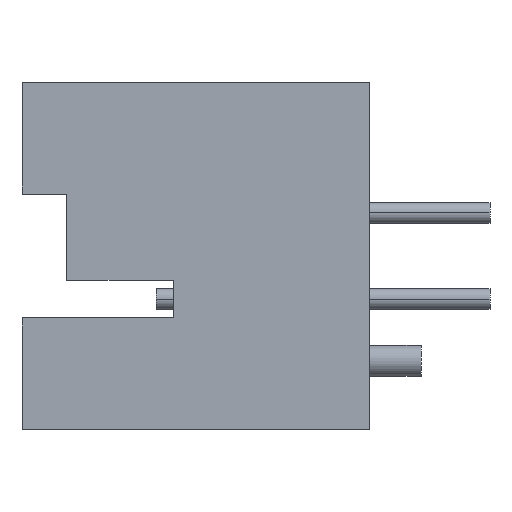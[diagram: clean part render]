
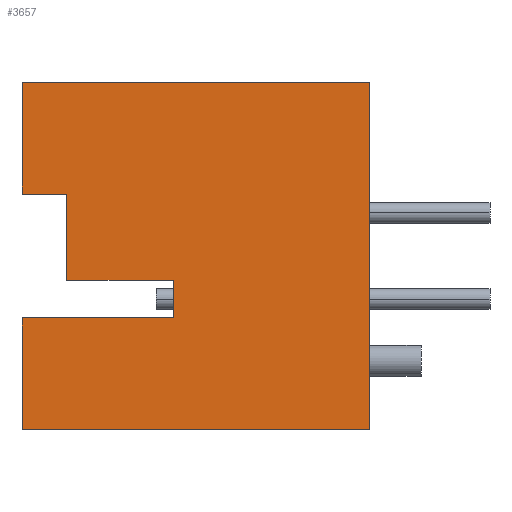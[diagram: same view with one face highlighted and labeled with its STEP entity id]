
A CAD part, left-side view. The second image highlights one B-rep face of the part: STEP entity #3657.
In plain terms, the highlighted planar face has unit normal (-1, 0, 0).
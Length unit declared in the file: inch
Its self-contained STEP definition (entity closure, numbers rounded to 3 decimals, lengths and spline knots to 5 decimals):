
#36 = PLANE ( 'NONE',  #3392 ) ;
#76 = CARTESIAN_POINT ( 'NONE',  ( -0.29528, 0.34646, -0.02756 ) ) ;
#77 = ORIENTED_EDGE ( 'NONE', *, *, #941, .F. ) ;
#103 = DIRECTION ( 'NONE',  ( 0., -1., 0. ) ) ;
#130 = CARTESIAN_POINT ( 'NONE',  ( -0.29528, 0., 0.19882 ) ) ;
#151 = ORIENTED_EDGE ( 'NONE', *, *, #2307, .T. ) ;
#172 = EDGE_CURVE ( 'NONE', #1352, #4445, #389, .T. ) ;
#227 = VECTOR ( 'NONE', #814, 39.37008 ) ;
#246 = ORIENTED_EDGE ( 'NONE', *, *, #1726, .T. ) ;
#389 = LINE ( 'NONE', #2566, #2292 ) ;
#438 = CARTESIAN_POINT ( 'NONE',  ( -0.29528, 0.39764, -0.19882 ) ) ;
#564 = CARTESIAN_POINT ( 'NONE',  ( -0.29528, 0.34646, 0.07087 ) ) ;
#572 = CARTESIAN_POINT ( 'NONE',  ( -0.29528, 0.39764, 0.07087 ) ) ;
#630 = VERTEX_POINT ( 'NONE', #572 ) ;
#686 = DIRECTION ( 'NONE',  ( 0., 0., 1. ) ) ;
#710 = LINE ( 'NONE', #564, #4083 ) ;
#721 = VERTEX_POINT ( 'NONE', #4432 ) ;
#814 = DIRECTION ( 'NONE',  ( 0., 0., 1. ) ) ;
#817 = VECTOR ( 'NONE', #1675, 39.37008 ) ;
#833 = VECTOR ( 'NONE', #1062, 39.37008 ) ;
#853 = EDGE_CURVE ( 'NONE', #2154, #4445, #1368, .T. ) ;
#879 = VECTOR ( 'NONE', #103, 39.37008 ) ;
#915 = LINE ( 'NONE', #4105, #3252 ) ;
#941 = EDGE_CURVE ( 'NONE', #721, #3497, #4459, .T. ) ;
#953 = DIRECTION ( 'NONE',  ( 0., -1., 0. ) ) ;
#1026 = CARTESIAN_POINT ( 'NONE',  ( -0.29528, 0.39764, -0.19882 ) ) ;
#1062 = DIRECTION ( 'NONE',  ( 0., 0., 1. ) ) ;
#1104 = CARTESIAN_POINT ( 'NONE',  ( -0.29528, 0., -0.19882 ) ) ;
#1153 = CARTESIAN_POINT ( 'NONE',  ( -0.29528, 0., -0.19882 ) ) ;
#1202 = EDGE_CURVE ( 'NONE', #3497, #4236, #1912, .T. ) ;
#1352 = VERTEX_POINT ( 'NONE', #4821 ) ;
#1368 = LINE ( 'NONE', #1104, #833 ) ;
#1432 = ORIENTED_EDGE ( 'NONE', *, *, #4511, .F. ) ;
#1481 = VERTEX_POINT ( 'NONE', #1861 ) ;
#1625 = ORIENTED_EDGE ( 'NONE', *, *, #172, .F. ) ;
#1661 = EDGE_CURVE ( 'NONE', #3487, #2361, #3087, .T. ) ;
#1675 = DIRECTION ( 'NONE',  ( 0., 0., 1. ) ) ;
#1726 = EDGE_CURVE ( 'NONE', #630, #2361, #710, .T. ) ;
#1855 = DIRECTION ( 'NONE',  ( 0., -1., 0. ) ) ;
#1861 = CARTESIAN_POINT ( 'NONE',  ( -0.29528, 0.22441, -0.02756 ) ) ;
#1868 = VECTOR ( 'NONE', #2705, 39.37008 ) ;
#1912 = LINE ( 'NONE', #3879, #879 ) ;
#1987 = VECTOR ( 'NONE', #2551, 39.37008 ) ;
#2154 = VERTEX_POINT ( 'NONE', #2770 ) ;
#2273 = ORIENTED_EDGE ( 'NONE', *, *, #2979, .F. ) ;
#2292 = VECTOR ( 'NONE', #1855, 39.37008 ) ;
#2307 = EDGE_CURVE ( 'NONE', #1481, #4236, #915, .T. ) ;
#2340 = ORIENTED_EDGE ( 'NONE', *, *, #4188, .F. ) ;
#2360 = CARTESIAN_POINT ( 'NONE',  ( -0.29528, 0.39764, -0.07087 ) ) ;
#2361 = VERTEX_POINT ( 'NONE', #4873 ) ;
#2395 = VECTOR ( 'NONE', #686, 39.37008 ) ;
#2522 = EDGE_LOOP ( 'NONE', ( #246, #4484, #2340, #151, #4710, #77, #1432, #3269, #1625, #2273 ) ) ;
#2551 = DIRECTION ( 'NONE',  ( 0., 1., 0. ) ) ;
#2566 = CARTESIAN_POINT ( 'NONE',  ( -0.29528, 0.39764, 0.19882 ) ) ;
#2705 = DIRECTION ( 'NONE',  ( 0., 1., 0. ) ) ;
#2768 = LINE ( 'NONE', #3381, #1868 ) ;
#2770 = CARTESIAN_POINT ( 'NONE',  ( -0.29528, 0., -0.19882 ) ) ;
#2979 = EDGE_CURVE ( 'NONE', #630, #1352, #4837, .T. ) ;
#3026 = DIRECTION ( 'NONE',  ( 0., 0., -1. ) ) ;
#3087 = LINE ( 'NONE', #4764, #817 ) ;
#3252 = VECTOR ( 'NONE', #3026, 39.37008 ) ;
#3269 = ORIENTED_EDGE ( 'NONE', *, *, #853, .T. ) ;
#3381 = CARTESIAN_POINT ( 'NONE',  ( -0.29528, 0., -0.02756 ) ) ;
#3392 = AXIS2_PLACEMENT_3D ( 'NONE', #1153, #3800, #4581 ) ;
#3429 = FACE_OUTER_BOUND ( 'NONE', #2522, .T. ) ;
#3487 = VERTEX_POINT ( 'NONE', #76 ) ;
#3497 = VERTEX_POINT ( 'NONE', #2360 ) ;
#3657 = ADVANCED_FACE ( 'NONE', ( #3429 ), #36, .F. ) ;
#3800 = DIRECTION ( 'NONE',  ( 1., 0., 0. ) ) ;
#3879 = CARTESIAN_POINT ( 'NONE',  ( -0.29528, 0., -0.07087 ) ) ;
#4083 = VECTOR ( 'NONE', #953, 39.37008 ) ;
#4105 = CARTESIAN_POINT ( 'NONE',  ( -0.29528, 0.22441, -0.07087 ) ) ;
#4139 = CARTESIAN_POINT ( 'NONE',  ( -0.29528, 0.22441, -0.07087 ) ) ;
#4172 = LINE ( 'NONE', #4686, #1987 ) ;
#4188 = EDGE_CURVE ( 'NONE', #1481, #3487, #2768, .T. ) ;
#4236 = VERTEX_POINT ( 'NONE', #4139 ) ;
#4432 = CARTESIAN_POINT ( 'NONE',  ( -0.29528, 0.39764, -0.19882 ) ) ;
#4445 = VERTEX_POINT ( 'NONE', #130 ) ;
#4459 = LINE ( 'NONE', #1026, #2395 ) ;
#4484 = ORIENTED_EDGE ( 'NONE', *, *, #1661, .F. ) ;
#4511 = EDGE_CURVE ( 'NONE', #2154, #721, #4172, .T. ) ;
#4581 = DIRECTION ( 'NONE',  ( 0., 0., -1. ) ) ;
#4686 = CARTESIAN_POINT ( 'NONE',  ( -0.29528, 0., -0.19882 ) ) ;
#4710 = ORIENTED_EDGE ( 'NONE', *, *, #1202, .F. ) ;
#4764 = CARTESIAN_POINT ( 'NONE',  ( -0.29528, 0.34646, -0.19882 ) ) ;
#4821 = CARTESIAN_POINT ( 'NONE',  ( -0.29528, 0.39764, 0.19882 ) ) ;
#4837 = LINE ( 'NONE', #438, #227 ) ;
#4873 = CARTESIAN_POINT ( 'NONE',  ( -0.29528, 0.34646, 0.07087 ) ) ;
